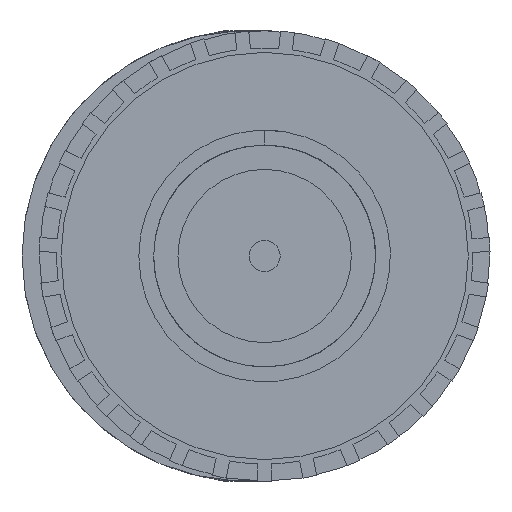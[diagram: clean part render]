
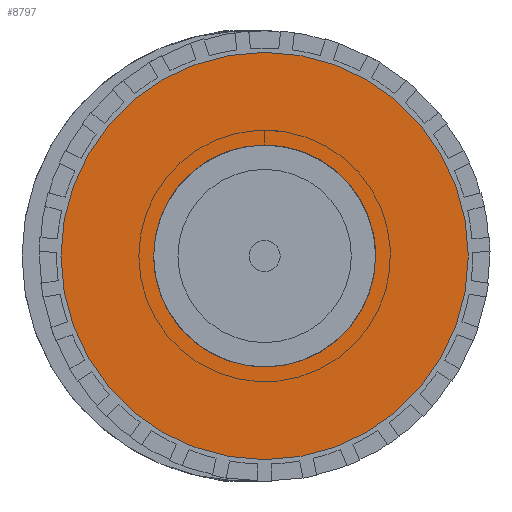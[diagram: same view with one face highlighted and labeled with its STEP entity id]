
A CAD part, front view. The second image highlights one B-rep face of the part: STEP entity #8797.
In plain terms, the highlighted planar face has unit normal (0, -1, 0).
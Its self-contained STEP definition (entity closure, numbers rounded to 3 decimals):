
#11 = EDGE_LOOP ( 'NONE', ( #2666, #376 ) ) ;
#370 = CARTESIAN_POINT ( 'NONE',  ( -2.7, -389.005, 0. ) ) ;
#376 = ORIENTED_EDGE ( 'NONE', *, *, #8655, .F. ) ;
#976 = EDGE_CURVE ( 'NONE', #7527, #6991, #8733, .T. ) ;
#1112 = CARTESIAN_POINT ( 'NONE',  ( 0.5, -389.005, 0. ) ) ;
#1226 = CARTESIAN_POINT ( 'NONE',  ( -5.375, -389.005, 0. ) ) ;
#1349 = CARTESIAN_POINT ( 'NONE',  ( 0.5, -389.005, 0. ) ) ;
#1399 = AXIS2_PLACEMENT_3D ( 'NONE', #2113, #5737, #7027 ) ;
#1450 = CARTESIAN_POINT ( 'NONE',  ( 0.5, -389.005, 0. ) ) ;
#1795 = CARTESIAN_POINT ( 'NONE',  ( 6.375, -389.005, 0. ) ) ;
#1862 = AXIS2_PLACEMENT_3D ( 'NONE', #1112, #3205, #3820 ) ;
#1864 = DIRECTION ( 'NONE',  ( 0., -1., 0. ) ) ;
#2113 = CARTESIAN_POINT ( 'NONE',  ( 0.5, -389.005, 0. ) ) ;
#2127 = CIRCLE ( 'NONE', #1862, 3.2 ) ;
#2459 = AXIS2_PLACEMENT_3D ( 'NONE', #4685, #1864, #8950 ) ;
#2479 = VERTEX_POINT ( 'NONE', #1795 ) ;
#2666 = ORIENTED_EDGE ( 'NONE', *, *, #976, .F. ) ;
#3205 = DIRECTION ( 'NONE',  ( 0., -1., 0. ) ) ;
#3309 = AXIS2_PLACEMENT_3D ( 'NONE', #1450, #8309, #4104 ) ;
#3724 = EDGE_CURVE ( 'NONE', #7270, #2479, #3898, .T. ) ;
#3820 = DIRECTION ( 'NONE',  ( 1., 0., 0. ) ) ;
#3898 = CIRCLE ( 'NONE', #3309, 5.875 ) ;
#4028 = PLANE ( 'NONE',  #2459 ) ;
#4104 = DIRECTION ( 'NONE',  ( 1., 0., 0. ) ) ;
#4337 = EDGE_LOOP ( 'NONE', ( #8002, #7808 ) ) ;
#4529 = AXIS2_PLACEMENT_3D ( 'NONE', #1349, #6245, #8190 ) ;
#4685 = CARTESIAN_POINT ( 'NONE',  ( 0.5, -389.005, 0. ) ) ;
#5737 = DIRECTION ( 'NONE',  ( 0., -1., 0. ) ) ;
#6245 = DIRECTION ( 'NONE',  ( 0., -1., 0. ) ) ;
#6507 = CIRCLE ( 'NONE', #4529, 5.875 ) ;
#6991 = VERTEX_POINT ( 'NONE', #370 ) ;
#7027 = DIRECTION ( 'NONE',  ( 1., 0., 0. ) ) ;
#7270 = VERTEX_POINT ( 'NONE', #1226 ) ;
#7294 = EDGE_CURVE ( 'NONE', #2479, #7270, #6507, .T. ) ;
#7356 = FACE_OUTER_BOUND ( 'NONE', #4337, .T. ) ;
#7527 = VERTEX_POINT ( 'NONE', #8648 ) ;
#7808 = ORIENTED_EDGE ( 'NONE', *, *, #7294, .T. ) ;
#8002 = ORIENTED_EDGE ( 'NONE', *, *, #3724, .T. ) ;
#8190 = DIRECTION ( 'NONE',  ( 1., 0., 0. ) ) ;
#8309 = DIRECTION ( 'NONE',  ( 0., -1., 0. ) ) ;
#8324 = FACE_BOUND ( 'NONE', #11, .T. ) ;
#8648 = CARTESIAN_POINT ( 'NONE',  ( 3.7, -389.005, 0. ) ) ;
#8655 = EDGE_CURVE ( 'NONE', #6991, #7527, #2127, .T. ) ;
#8733 = CIRCLE ( 'NONE', #1399, 3.2 ) ;
#8797 = ADVANCED_FACE ( 'NONE', ( #7356, #8324 ), #4028, .T. ) ;
#8950 = DIRECTION ( 'NONE',  ( 1., 0., 0. ) ) ;
